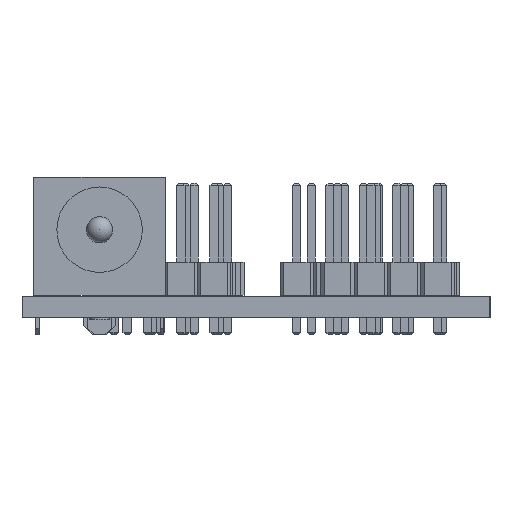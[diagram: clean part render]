
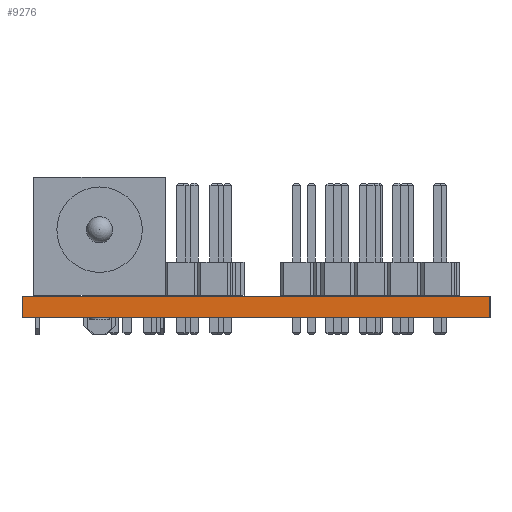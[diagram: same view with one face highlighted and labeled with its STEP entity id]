
A CAD part, left-side view. The second image highlights one B-rep face of the part: STEP entity #9276.
In plain terms, the highlighted planar face has unit normal (-1, 0, 0).
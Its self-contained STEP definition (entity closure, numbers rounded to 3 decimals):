
#9220 = VERTEX_POINT('',#9221);
#9221 = CARTESIAN_POINT('',(32.,-112.6,1.6));
#9227 = EDGE_CURVE('',#9228,#9220,#9230,.T.);
#9228 = VERTEX_POINT('',#9229);
#9229 = CARTESIAN_POINT('',(32.,-112.6,0.));
#9230 = LINE('',#9231,#9232);
#9231 = CARTESIAN_POINT('',(32.,-112.6,0.));
#9232 = VECTOR('',#9233,1.);
#9233 = DIRECTION('',(0.,0.,1.));
#9276 = ADVANCED_FACE('',(#9277),#9302,.T.);
#9277 = FACE_BOUND('',#9278,.T.);
#9278 = EDGE_LOOP('',(#9279,#9280,#9288,#9296));
#9279 = ORIENTED_EDGE('',*,*,#9227,.T.);
#9280 = ORIENTED_EDGE('',*,*,#9281,.T.);
#9281 = EDGE_CURVE('',#9220,#9282,#9284,.T.);
#9282 = VERTEX_POINT('',#9283);
#9283 = CARTESIAN_POINT('',(32.,-77.,1.6));
#9284 = LINE('',#9285,#9286);
#9285 = CARTESIAN_POINT('',(32.,-112.6,1.6));
#9286 = VECTOR('',#9287,1.);
#9287 = DIRECTION('',(0.,1.,0.));
#9288 = ORIENTED_EDGE('',*,*,#9289,.F.);
#9289 = EDGE_CURVE('',#9290,#9282,#9292,.T.);
#9290 = VERTEX_POINT('',#9291);
#9291 = CARTESIAN_POINT('',(32.,-77.,0.));
#9292 = LINE('',#9293,#9294);
#9293 = CARTESIAN_POINT('',(32.,-77.,0.));
#9294 = VECTOR('',#9295,1.);
#9295 = DIRECTION('',(0.,0.,1.));
#9296 = ORIENTED_EDGE('',*,*,#9297,.F.);
#9297 = EDGE_CURVE('',#9228,#9290,#9298,.T.);
#9298 = LINE('',#9299,#9300);
#9299 = CARTESIAN_POINT('',(32.,-112.6,0.));
#9300 = VECTOR('',#9301,1.);
#9301 = DIRECTION('',(0.,1.,0.));
#9302 = PLANE('',#9303);
#9303 = AXIS2_PLACEMENT_3D('',#9304,#9305,#9306);
#9304 = CARTESIAN_POINT('',(32.,-112.6,0.));
#9305 = DIRECTION('',(-1.,0.,0.));
#9306 = DIRECTION('',(0.,1.,0.));
